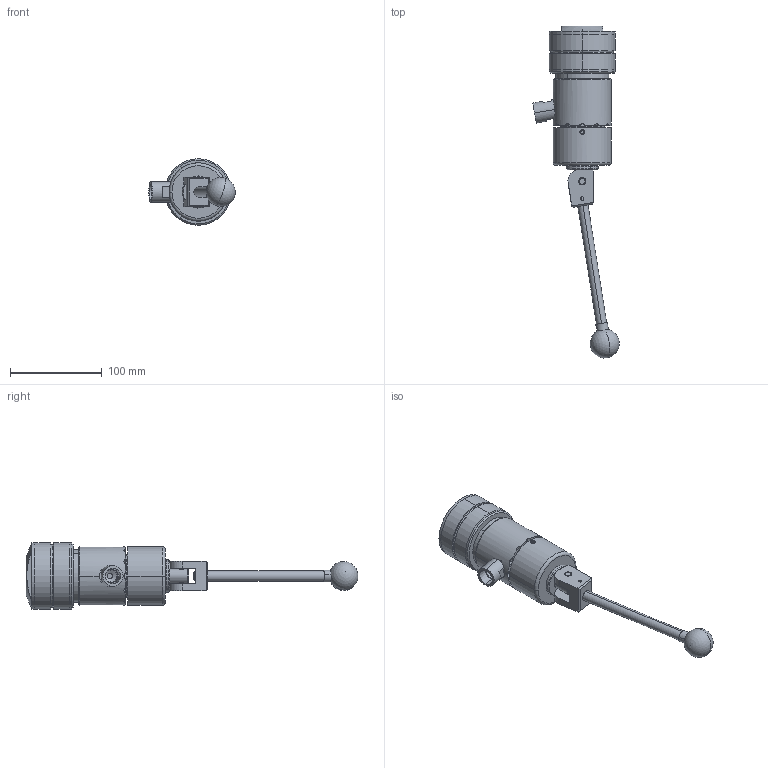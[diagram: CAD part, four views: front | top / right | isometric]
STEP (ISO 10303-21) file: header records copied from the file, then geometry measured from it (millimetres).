
FILE_DESCRIPTION (( 'STEP AP214' ), '1' );
FILE_NAME ('CTSC-003669.STEP', '2025-06-02T22:43:00', ( '' ), ( '' ), 'SwSTEP 2.0', 'SolidWorks 2023', '' );
FILE_SCHEMA (( 'AUTOMOTIVE_DESIGN' ));
Length unit declared in the file: inch
Products named in the file (1): CTSC-003669
Bounding box: 94.33 x 362.52 x 72.52 mm (x, y, z)
Volume: 538546.8 mm3; surface area: 105138.4 mm2
Topology: 10 solids, 11 shells, 309 faces, 742 edges, 467 vertices
Faces by surface type: cylinder 126, plane 110, cone 48, torus 20, bspline 3, sphere 2
Entity records: 14902 total; most frequent: CARTESIAN_POINT 3786, DIRECTION 1493, ORIENTED_EDGE 1466, EDGE_CURVE 733, AXIS2_PLACEMENT_3D 615, VERTEX_POINT 464, EDGE_LOOP 347, LENGTH_MEASURE_WITH_UNIT 311
